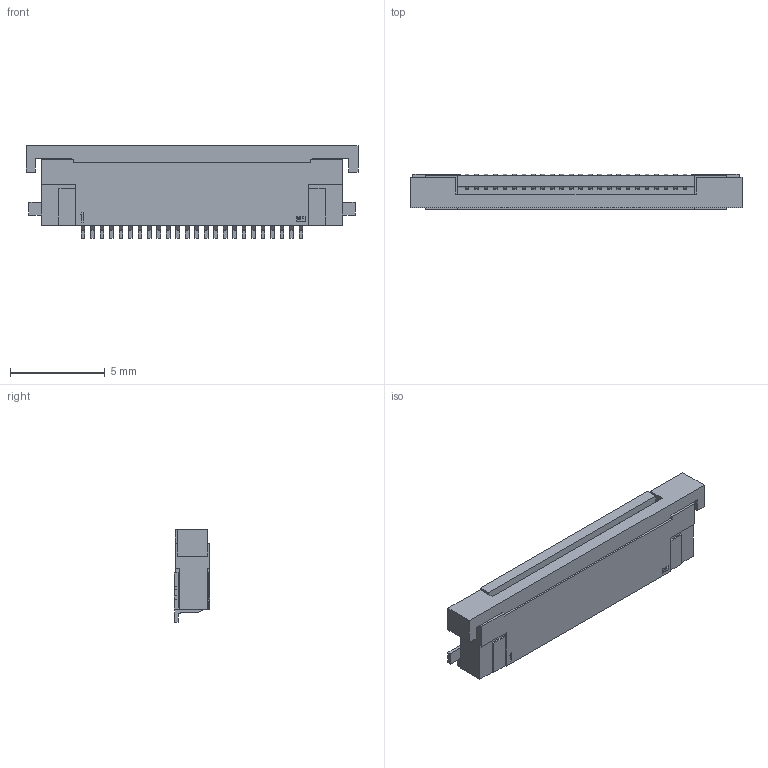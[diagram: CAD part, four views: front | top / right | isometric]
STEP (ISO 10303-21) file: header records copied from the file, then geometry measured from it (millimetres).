
FILE_DESCRIPTION(('FreeCAD Model'),'2;1');
FILE_NAME('Open CASCADE Shape Model','2024-06-25T13:18:16',(''),(''), 'Open CASCADE STEP processor 7.6','FreeCAD','Unknown');
FILE_SCHEMA(('AUTOMOTIVE_DESIGN { 1 0 10303 214 1 1 1 1 }'));
Length unit declared in the file: millimetre
Products named in the file (1): SFV24R-1STE1HLF_002
Bounding box: 17.5 x 1.87 x 4.9 mm (x, y, z)
Volume: 109.7 mm3; surface area: 358 mm2
Topology: 1 solids, 1 shells, 586 faces, 1672 edges, 1114 vertices
Faces by surface type: plane 514, cylinder 72
Entity records: 18848 total; most frequent: CARTESIAN_POINT 3373, ORIENTED_EDGE 3344, DIRECTION 2990, EDGE_CURVE 1672, LINE 1528, VECTOR 1528, VERTEX_POINT 1114, AXIS2_PLACEMENT_3D 731
